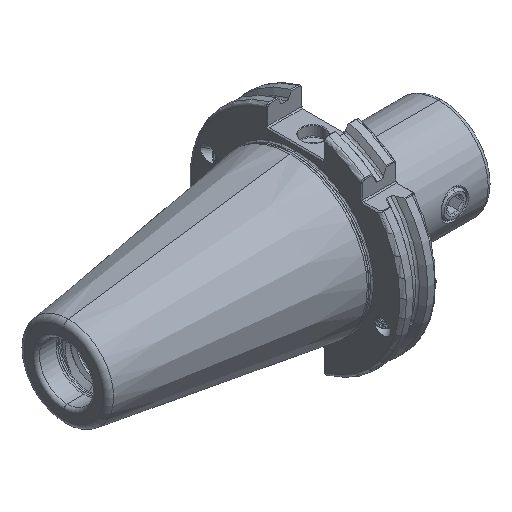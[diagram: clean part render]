
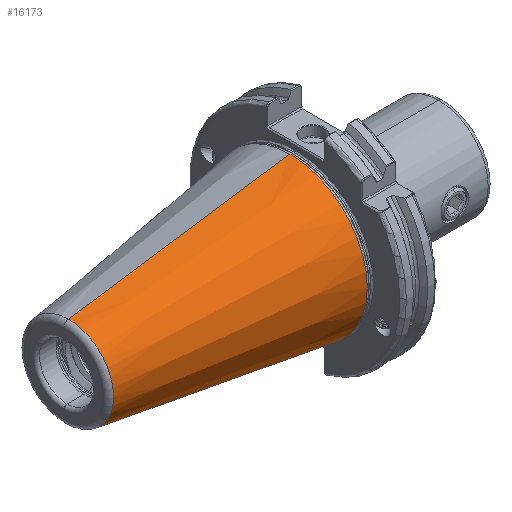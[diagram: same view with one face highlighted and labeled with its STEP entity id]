
A CAD part, isometric view. The second image highlights one B-rep face of the part: STEP entity #16173.
In plain terms, the highlighted conical face has half-angle 8.297 degrees and reference radius 35.392 mm.
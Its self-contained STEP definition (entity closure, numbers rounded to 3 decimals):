
#764 = CIRCLE ( 'NONE', #25517, 35.027 ) ;
#2044 = VECTOR ( 'NONE', #11175, 1000. ) ;
#2058 = VECTOR ( 'NONE', #21162, 1000. ) ;
#2077 = LINE ( 'NONE', #11167, #2044 ) ;
#2089 = LINE ( 'NONE', #21178, #2058 ) ;
#2306 = CIRCLE ( 'NONE', #27627, 35.027 ) ;
#2313 = CIRCLE ( 'NONE', #27652, 20.399 ) ;
#5724 = EDGE_CURVE ( 'NONE', #31489, #31519, #2306, .T. ) ;
#5740 = EDGE_CURVE ( 'NONE', #31510, #31506, #2313, .T. ) ;
#5963 = EDGE_CURVE ( 'NONE', #31510, #31505, #2077, .T. ) ;
#5983 = EDGE_CURVE ( 'NONE', #31506, #31519, #2089, .T. ) ;
#6012 = EDGE_CURVE ( 'NONE', #31505, #31489, #764, .T. ) ;
#7090 = EDGE_LOOP ( 'NONE', ( #8896, #8879, #8885, #8931, #8898 ) ) ;
#8879 = ORIENTED_EDGE ( 'NONE', *, *, #5740, .T. ) ;
#8885 = ORIENTED_EDGE ( 'NONE', *, *, #5983, .T. ) ;
#8896 = ORIENTED_EDGE ( 'NONE', *, *, #5963, .F. ) ;
#8898 = ORIENTED_EDGE ( 'NONE', *, *, #6012, .F. ) ;
#8931 = ORIENTED_EDGE ( 'NONE', *, *, #5724, .F. ) ;
#11167 = CARTESIAN_POINT ( 'NONE',  ( 0., 0., 35.392 ) ) ;
#11175 = DIRECTION ( 'NONE',  ( 0.99, 0., 0.144 ) ) ;
#16173 = ADVANCED_FACE ( 'NONE', ( #17103 ), #17254, .T. ) ;
#16406 = CARTESIAN_POINT ( 'NONE',  ( -2.5, 0., 0. ) ) ;
#16407 = DIRECTION ( 'NONE',  ( 0., 1., 0. ) ) ;
#16456 = DIRECTION ( 'NONE',  ( 1., 0., 0. ) ) ;
#16705 = DIRECTION ( 'NONE',  ( 1., 0., 0. ) ) ;
#16716 = CARTESIAN_POINT ( 'NONE',  ( -102.811, 0., 0. ) ) ;
#16727 = DIRECTION ( 'NONE',  ( 0., 0., 1. ) ) ;
#17103 = FACE_OUTER_BOUND ( 'NONE', #7090, .T. ) ;
#17254 = CONICAL_SURFACE ( 'NONE', #26464, 35.392, 0.145 ) ;
#19004 = CARTESIAN_POINT ( 'NONE',  ( -2.5, 0., 35.027 ) ) ;
#19013 = CARTESIAN_POINT ( 'NONE',  ( -102.811, 0., -20.399 ) ) ;
#19035 = CARTESIAN_POINT ( 'NONE',  ( -102.811, 0., 20.399 ) ) ;
#19048 = CARTESIAN_POINT ( 'NONE',  ( -2.5, 0., -35.027 ) ) ;
#19399 = CARTESIAN_POINT ( 'NONE',  ( -2.5, -35.027, 0. ) ) ;
#21162 = DIRECTION ( 'NONE',  ( 0.99, 0., -0.144 ) ) ;
#21178 = CARTESIAN_POINT ( 'NONE',  ( 0., 0., -35.392 ) ) ;
#22602 = DIRECTION ( 'NONE',  ( 1., 0., 0. ) ) ;
#22608 = DIRECTION ( 'NONE',  ( 0., 1., 0. ) ) ;
#22610 = CARTESIAN_POINT ( 'NONE',  ( -2.5, 0., 0. ) ) ;
#25517 = AXIS2_PLACEMENT_3D ( 'NONE', #22610, #22602, #22608 ) ;
#26464 = AXIS2_PLACEMENT_3D ( 'NONE', #31753, #31796, #31776 ) ;
#27627 = AXIS2_PLACEMENT_3D ( 'NONE', #16406, #16456, #16407 ) ;
#27652 = AXIS2_PLACEMENT_3D ( 'NONE', #16716, #16705, #16727 ) ;
#31489 = VERTEX_POINT ( 'NONE', #19399 ) ;
#31505 = VERTEX_POINT ( 'NONE', #19004 ) ;
#31506 = VERTEX_POINT ( 'NONE', #19013 ) ;
#31510 = VERTEX_POINT ( 'NONE', #19035 ) ;
#31519 = VERTEX_POINT ( 'NONE', #19048 ) ;
#31753 = CARTESIAN_POINT ( 'NONE',  ( 0., 0., 0. ) ) ;
#31776 = DIRECTION ( 'NONE',  ( 0., 0., -1. ) ) ;
#31796 = DIRECTION ( 'NONE',  ( 1., 0., 0. ) ) ;
